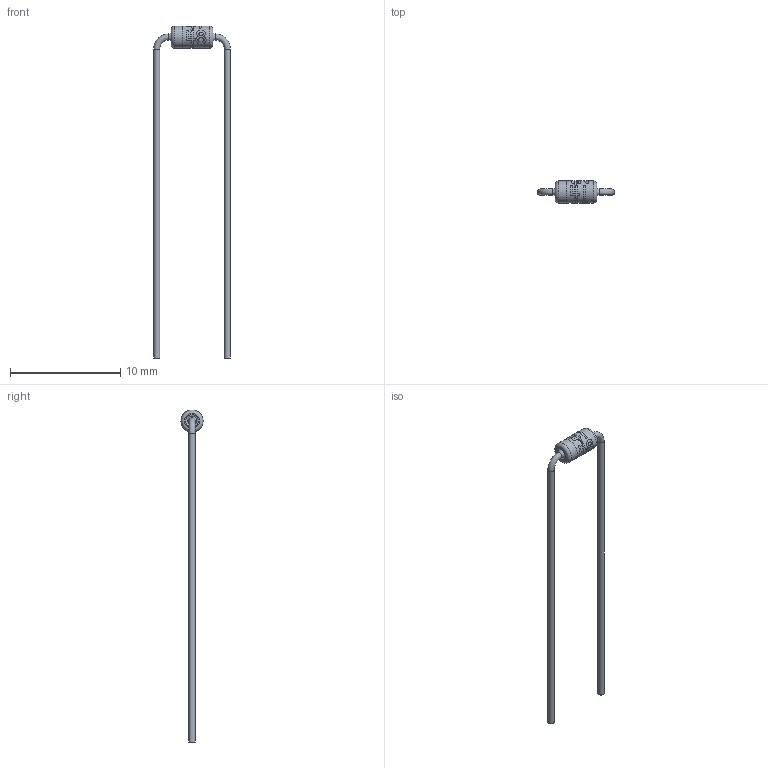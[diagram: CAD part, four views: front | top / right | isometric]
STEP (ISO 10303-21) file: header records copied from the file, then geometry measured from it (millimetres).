
FILE_DESCRIPTION(('FreeCAD Model'),'2;1');
FILE_NAME('1N4148 (6,416mm) #3 ok.step','2022-12-27T16:10:21',('Author'), (''),'Open CASCADE STEP processor 7.2','FreeCAD','Unknown');
FILE_SCHEMA(('AUTOMOTIVE_DESIGN { 1 0 10303 214 1 1 1 1 }'));
Length unit declared in the file: millimetre
Products named in the file (3): Body; Anode_(+); Cathode_(-)
Bounding box: 6.98 x 2 x 30.1 mm (x, y, z)
Volume: 26.4 mm3; surface area: 136.9 mm2
Topology: 3 solids, 3 shells, 43 faces, 175 edges, 144 vertices
Faces by surface type: cylinder 27, plane 8, torus 6, cone 2
Full cylindrical faces by diameter (mm): 0.56 x2, 0.84 x2, 2 x3
Entity records: 7360 total; most frequent: CARTESIAN_POINT 4017, DIRECTION 456, ORIENTED_EDGE 350, PCURVE 350, DEFINITIONAL_REPRESENTATION 350, B_SPLINE_CURVE_WITH_KNOTS 227, LINE 217, VECTOR 217
